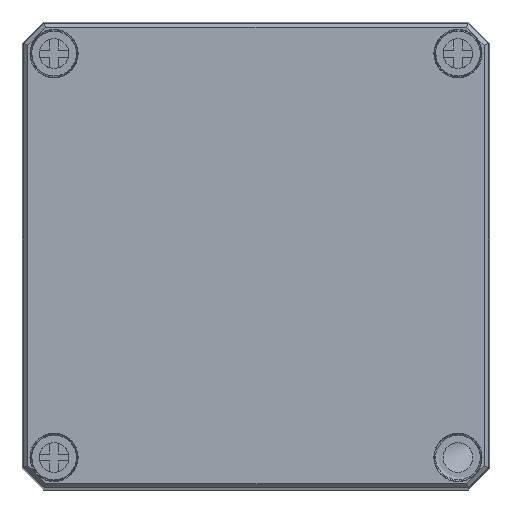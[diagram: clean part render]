
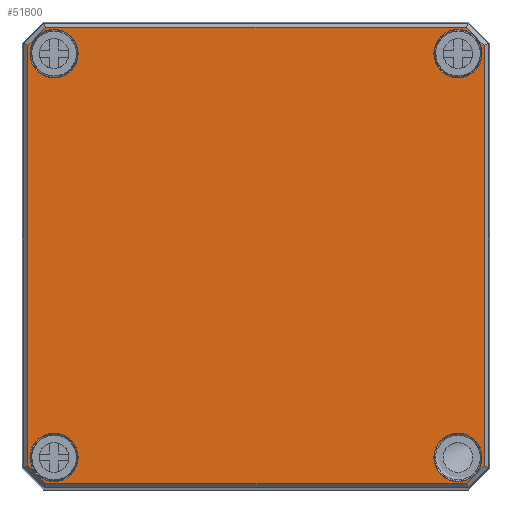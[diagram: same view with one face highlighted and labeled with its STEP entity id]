
A CAD part, top view. The second image highlights one B-rep face of the part: STEP entity #51800.
In plain terms, the highlighted face is planar.
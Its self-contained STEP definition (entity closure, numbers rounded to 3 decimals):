
#938=FACE_BOUND('',#10639,.T.);
#939=FACE_BOUND('',#10640,.T.);
#940=FACE_BOUND('',#10641,.T.);
#941=FACE_BOUND('',#10642,.T.);
#1890=PLANE('',#54771);
#7443=FACE_OUTER_BOUND('',#10638,.T.);
#10638=EDGE_LOOP('',(#45941,#45942,#45943,#45944,#45945,#45946,#45947,#45948));
#10639=EDGE_LOOP('',(#45949,#45950));
#10640=EDGE_LOOP('',(#45951,#45952));
#10641=EDGE_LOOP('',(#45953,#45954));
#10642=EDGE_LOOP('',(#45955,#45956));
#14685=LINE('',#90664,#18702);
#14686=LINE('',#90666,#18703);
#14687=LINE('',#90668,#18704);
#14688=LINE('',#90670,#18705);
#14689=LINE('',#90672,#18706);
#14690=LINE('',#90674,#18707);
#14691=LINE('',#90676,#18708);
#14692=LINE('',#90677,#18709);
#18702=VECTOR('',#63840,10.);
#18703=VECTOR('',#63841,10.);
#18704=VECTOR('',#63842,10.);
#18705=VECTOR('',#63843,10.);
#18706=VECTOR('',#63844,10.);
#18707=VECTOR('',#63845,10.);
#18708=VECTOR('',#63846,10.);
#18709=VECTOR('',#63847,10.);
#20289=CIRCLE('',#54760,5.672);
#20294=CIRCLE('',#54765,5.672);
#20299=CIRCLE('',#54772,5.672);
#20300=CIRCLE('',#54773,5.672);
#20301=CIRCLE('',#54774,5.672);
#20302=CIRCLE('',#54775,5.672);
#20303=CIRCLE('',#54776,5.672);
#20304=CIRCLE('',#54777,5.672);
#25074=VERTEX_POINT('',#90565);
#25075=VERTEX_POINT('',#90566);
#25096=VERTEX_POINT('',#90662);
#25097=VERTEX_POINT('',#90663);
#25098=VERTEX_POINT('',#90665);
#25099=VERTEX_POINT('',#90667);
#25100=VERTEX_POINT('',#90669);
#25101=VERTEX_POINT('',#90671);
#25102=VERTEX_POINT('',#90673);
#25103=VERTEX_POINT('',#90675);
#25104=VERTEX_POINT('',#90678);
#25105=VERTEX_POINT('',#90679);
#25106=VERTEX_POINT('',#90682);
#25107=VERTEX_POINT('',#90683);
#25108=VERTEX_POINT('',#90686);
#25109=VERTEX_POINT('',#90687);
#32120=EDGE_CURVE('',#25074,#25075,#20289,.T.);
#32125=EDGE_CURVE('',#25075,#25074,#20294,.T.);
#32144=EDGE_CURVE('',#25096,#25097,#14685,.T.);
#32145=EDGE_CURVE('',#25098,#25096,#14686,.T.);
#32146=EDGE_CURVE('',#25099,#25098,#14687,.T.);
#32147=EDGE_CURVE('',#25100,#25099,#14688,.T.);
#32148=EDGE_CURVE('',#25101,#25100,#14689,.T.);
#32149=EDGE_CURVE('',#25102,#25101,#14690,.T.);
#32150=EDGE_CURVE('',#25103,#25102,#14691,.T.);
#32151=EDGE_CURVE('',#25097,#25103,#14692,.T.);
#32152=EDGE_CURVE('',#25104,#25105,#20299,.T.);
#32153=EDGE_CURVE('',#25105,#25104,#20300,.T.);
#32154=EDGE_CURVE('',#25106,#25107,#20301,.T.);
#32155=EDGE_CURVE('',#25107,#25106,#20302,.T.);
#32156=EDGE_CURVE('',#25108,#25109,#20303,.T.);
#32157=EDGE_CURVE('',#25109,#25108,#20304,.T.);
#45941=ORIENTED_EDGE('',*,*,#32144,.F.);
#45942=ORIENTED_EDGE('',*,*,#32145,.F.);
#45943=ORIENTED_EDGE('',*,*,#32146,.F.);
#45944=ORIENTED_EDGE('',*,*,#32147,.F.);
#45945=ORIENTED_EDGE('',*,*,#32148,.F.);
#45946=ORIENTED_EDGE('',*,*,#32149,.F.);
#45947=ORIENTED_EDGE('',*,*,#32150,.F.);
#45948=ORIENTED_EDGE('',*,*,#32151,.F.);
#45949=ORIENTED_EDGE('',*,*,#32152,.F.);
#45950=ORIENTED_EDGE('',*,*,#32153,.F.);
#45951=ORIENTED_EDGE('',*,*,#32154,.F.);
#45952=ORIENTED_EDGE('',*,*,#32155,.F.);
#45953=ORIENTED_EDGE('',*,*,#32156,.F.);
#45954=ORIENTED_EDGE('',*,*,#32157,.F.);
#45955=ORIENTED_EDGE('',*,*,#32120,.F.);
#45956=ORIENTED_EDGE('',*,*,#32125,.F.);
#51800=ADVANCED_FACE('',(#7443,#938,#939,#940,#941),#1890,.F.);
#54760=AXIS2_PLACEMENT_3D('',#90567,#63815,#63816);
#54765=AXIS2_PLACEMENT_3D('',#90575,#63825,#63826);
#54771=AXIS2_PLACEMENT_3D('',#90661,#63838,#63839);
#54772=AXIS2_PLACEMENT_3D('',#90680,#63848,#63849);
#54773=AXIS2_PLACEMENT_3D('',#90681,#63850,#63851);
#54774=AXIS2_PLACEMENT_3D('',#90684,#63852,#63853);
#54775=AXIS2_PLACEMENT_3D('',#90685,#63854,#63855);
#54776=AXIS2_PLACEMENT_3D('',#90688,#63856,#63857);
#54777=AXIS2_PLACEMENT_3D('',#90689,#63858,#63859);
#63815=DIRECTION('center_axis',(0.,1.,0.));
#63816=DIRECTION('ref_axis',(1.,0.,0.));
#63825=DIRECTION('center_axis',(0.,1.,0.));
#63826=DIRECTION('ref_axis',(1.,0.,0.));
#63838=DIRECTION('center_axis',(0.,-1.,0.));
#63839=DIRECTION('ref_axis',(0.,0.,-1.));
#63840=DIRECTION('',(-0.707,0.,0.707));
#63841=DIRECTION('',(0.,0.,1.));
#63842=DIRECTION('',(0.707,0.,0.707));
#63843=DIRECTION('',(1.,0.,0.));
#63844=DIRECTION('',(0.707,0.,-0.707));
#63845=DIRECTION('',(0.,0.,-1.));
#63846=DIRECTION('',(-0.707,0.,-0.707));
#63847=DIRECTION('',(-1.,0.,0.));
#63848=DIRECTION('center_axis',(0.,1.,0.));
#63849=DIRECTION('ref_axis',(-1.,0.,0.));
#63850=DIRECTION('center_axis',(0.,1.,0.));
#63851=DIRECTION('ref_axis',(-1.,0.,0.));
#63852=DIRECTION('center_axis',(0.,1.,0.));
#63853=DIRECTION('ref_axis',(1.,0.,0.));
#63854=DIRECTION('center_axis',(0.,1.,0.));
#63855=DIRECTION('ref_axis',(1.,0.,0.));
#63856=DIRECTION('center_axis',(0.,1.,0.));
#63857=DIRECTION('ref_axis',(-1.,0.,0.));
#63858=DIRECTION('center_axis',(0.,1.,0.));
#63859=DIRECTION('ref_axis',(-1.,0.,0.));
#90565=CARTESIAN_POINT('',(-53.172,39.,-47.5));
#90566=CARTESIAN_POINT('',(-47.5,39.,-41.828));
#90567=CARTESIAN_POINT('Origin',(-47.5,39.,-47.5));
#90575=CARTESIAN_POINT('Origin',(-47.5,39.,-47.5));
#90661=CARTESIAN_POINT('Origin',(0.,39.,0.));
#90662=CARTESIAN_POINT('',(53.66,39.,49.445));
#90663=CARTESIAN_POINT('',(49.445,39.,53.66));
#90664=CARTESIAN_POINT('',(52.802,39.,50.302));
#90665=CARTESIAN_POINT('',(53.66,39.,-49.445));
#90666=CARTESIAN_POINT('',(53.66,39.,-25.));
#90667=CARTESIAN_POINT('',(49.445,39.,-53.66));
#90668=CARTESIAN_POINT('',(50.302,39.,-52.802));
#90669=CARTESIAN_POINT('',(-49.445,39.,-53.66));
#90670=CARTESIAN_POINT('',(-25.,39.,-53.66));
#90671=CARTESIAN_POINT('',(-53.66,39.,-49.445));
#90672=CARTESIAN_POINT('',(-52.802,39.,-50.302));
#90673=CARTESIAN_POINT('',(-53.66,39.,49.445));
#90674=CARTESIAN_POINT('',(-53.66,39.,25.));
#90675=CARTESIAN_POINT('',(-49.445,39.,53.66));
#90676=CARTESIAN_POINT('',(-50.302,39.,52.802));
#90677=CARTESIAN_POINT('',(25.,39.,53.66));
#90678=CARTESIAN_POINT('',(53.172,39.,-47.5));
#90679=CARTESIAN_POINT('',(47.5,39.,-41.828));
#90680=CARTESIAN_POINT('Origin',(47.5,39.,-47.5));
#90681=CARTESIAN_POINT('Origin',(47.5,39.,-47.5));
#90682=CARTESIAN_POINT('',(-53.172,39.,47.5));
#90683=CARTESIAN_POINT('',(-47.5,39.,53.172));
#90684=CARTESIAN_POINT('Origin',(-47.5,39.,47.5));
#90685=CARTESIAN_POINT('Origin',(-47.5,39.,47.5));
#90686=CARTESIAN_POINT('',(53.172,39.,47.5));
#90687=CARTESIAN_POINT('',(47.5,39.,53.172));
#90688=CARTESIAN_POINT('Origin',(47.5,39.,47.5));
#90689=CARTESIAN_POINT('Origin',(47.5,39.,47.5));
